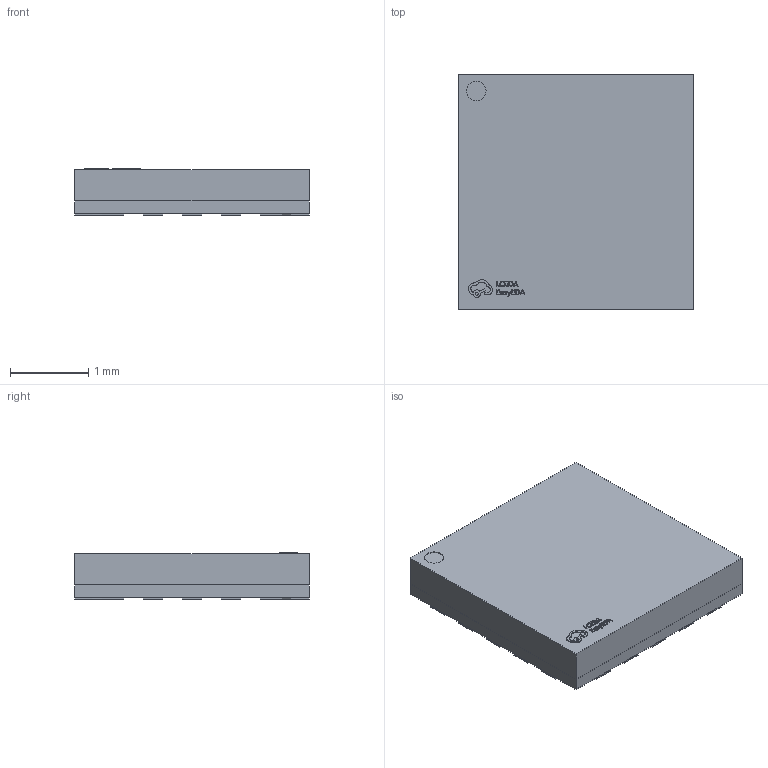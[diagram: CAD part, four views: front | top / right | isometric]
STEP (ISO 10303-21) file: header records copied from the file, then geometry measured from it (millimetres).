
FILE_DESCRIPTION (( 'STEP AP214' ), '1' );
FILE_NAME ('LGA-20_L3.0-W3.0-P0.50-BL.STEP', '2023-01-27T03:06:26', ( '' ), ( '' ), 'SwSTEP 2.0', 'SolidWorks 2020', '' );
FILE_SCHEMA (( 'AUTOMOTIVE_DESIGN' ));
Length unit declared in the file: millimetre
Products named in the file (1): LGA-20_L3.0-W3.0-P0.50-BL
Bounding box: 3 x 3 x 0.59 mm (x, y, z)
Volume: 5.1 mm3; surface area: 47.8 mm2
Topology: 22 solids, 22 shells, 375 faces, 933 edges, 622 vertices
Faces by surface type: plane 249, bspline 98, cylinder 28
Entity records: 15890 total; most frequent: CARTESIAN_POINT 3237, ORIENTED_EDGE 1866, DIRECTION 1345, EDGE_CURVE 933, VECTOR 677, LINE 677, VERTEX_POINT 622, UNCERTAINTY_MEASURE_WITH_UNIT 396
